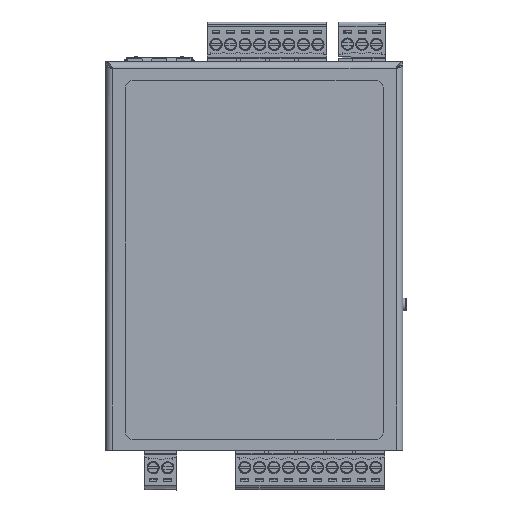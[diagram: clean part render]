
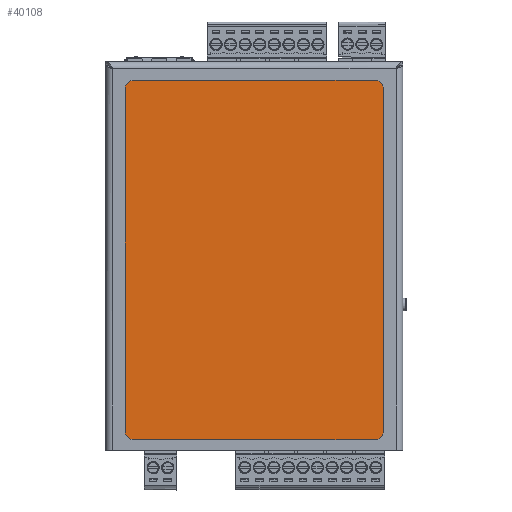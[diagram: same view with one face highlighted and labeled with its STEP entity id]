
A CAD part, top view. The second image highlights one B-rep face of the part: STEP entity #40108.
In plain terms, the highlighted planar face has unit normal (0, 0, 1).
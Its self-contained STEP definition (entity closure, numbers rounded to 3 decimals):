
#40108=ADVANCED_FACE('',(#77968),#77970,.T.);
#77968=FACE_BOUND('',#77969,.T.);
#77969=EDGE_LOOP('',(#103707,#103708,#103709,#103710,#103711,#103712,#103713,#103714));
#77970=PLANE('',#77971);
#77971=AXIS2_PLACEMENT_3D('',#77972,#77973,#77974);
#77972=CARTESIAN_POINT('',(0.,0.,0.2));
#77973=DIRECTION('',(0.,0.,1.));
#77974=DIRECTION('',(-1.,0.,0.));
#103707=ORIENTED_EDGE('',*,*,#116847,.T.);
#103708=ORIENTED_EDGE('',*,*,#116851,.T.);
#103709=ORIENTED_EDGE('',*,*,#116854,.T.);
#103710=ORIENTED_EDGE('',*,*,#116857,.T.);
#103711=ORIENTED_EDGE('',*,*,#116860,.T.);
#103712=ORIENTED_EDGE('',*,*,#116863,.T.);
#103713=ORIENTED_EDGE('',*,*,#116866,.T.);
#103714=ORIENTED_EDGE('',*,*,#116868,.T.);
#116847=EDGE_CURVE('',#137221,#137219,#137222,.T.);
#116851=EDGE_CURVE('',#137219,#137226,#137228,.T.);
#116854=EDGE_CURVE('',#137226,#137231,#137233,.T.);
#116857=EDGE_CURVE('',#137231,#137236,#137238,.T.);
#116860=EDGE_CURVE('',#137236,#137241,#137243,.T.);
#116863=EDGE_CURVE('',#137241,#137246,#137248,.T.);
#116866=EDGE_CURVE('',#137246,#137251,#137253,.T.);
#116868=EDGE_CURVE('',#137251,#137221,#137255,.T.);
#137219=VERTEX_POINT('',#204368);
#137221=VERTEX_POINT('',#204372);
#137222=LINE('',#204373,#204374);
#137226=VERTEX_POINT('',#204384);
#137228=CIRCLE('',#204388,2.);
#137231=VERTEX_POINT('',#204396);
#137233=LINE('',#204400,#204401);
#137236=VERTEX_POINT('',#204408);
#137238=CIRCLE('',#204412,2.);
#137241=VERTEX_POINT('',#204420);
#137243=LINE('',#204424,#204425);
#137246=VERTEX_POINT('',#204432);
#137248=CIRCLE('',#204436,2.);
#137251=VERTEX_POINT('',#204444);
#137253=LINE('',#204448,#204449);
#137255=CIRCLE('',#204455,2.);
#204368=CARTESIAN_POINT('',(41.2,-31.05,0.2));
#204372=CARTESIAN_POINT('',(-41.2,-31.05,0.2));
#204373=CARTESIAN_POINT('',(-41.2,-31.05,0.2));
#204374=VECTOR('',#204375,1.);
#204375=DIRECTION('',(1.,0.,0.));
#204384=CARTESIAN_POINT('',(43.2,-29.05,0.2));
#204388=AXIS2_PLACEMENT_3D('',#204389,#204390,#204391);
#204389=CARTESIAN_POINT('',(41.2,-29.05,0.2));
#204390=DIRECTION('',(0.,0.,1.));
#204391=DIRECTION('',(0.,-1.,0.));
#204396=CARTESIAN_POINT('',(43.2,29.05,0.2));
#204400=CARTESIAN_POINT('',(43.2,-29.05,0.2));
#204401=VECTOR('',#204402,1.);
#204402=DIRECTION('',(0.,1.,0.));
#204408=CARTESIAN_POINT('',(41.2,31.05,0.2));
#204412=AXIS2_PLACEMENT_3D('',#204413,#204414,#204415);
#204413=CARTESIAN_POINT('',(41.2,29.05,0.2));
#204414=DIRECTION('',(0.,0.,1.));
#204415=DIRECTION('',(1.,0.,0.));
#204420=CARTESIAN_POINT('',(-41.2,31.05,0.2));
#204424=CARTESIAN_POINT('',(41.2,31.05,0.2));
#204425=VECTOR('',#204426,1.);
#204426=DIRECTION('',(-1.,0.,0.));
#204432=CARTESIAN_POINT('',(-43.2,29.05,0.2));
#204436=AXIS2_PLACEMENT_3D('',#204437,#204438,#204439);
#204437=CARTESIAN_POINT('',(-41.2,29.05,0.2));
#204438=DIRECTION('',(0.,0.,1.));
#204439=DIRECTION('',(0.,1.,0.));
#204444=CARTESIAN_POINT('',(-43.2,-29.05,0.2));
#204448=CARTESIAN_POINT('',(-43.2,29.05,0.2));
#204449=VECTOR('',#204450,1.);
#204450=DIRECTION('',(0.,-1.,0.));
#204455=AXIS2_PLACEMENT_3D('',#204456,#204457,#204458);
#204456=CARTESIAN_POINT('',(-41.2,-29.05,0.2));
#204457=DIRECTION('',(0.,0.,1.));
#204458=DIRECTION('',(-1.,0.,0.));
